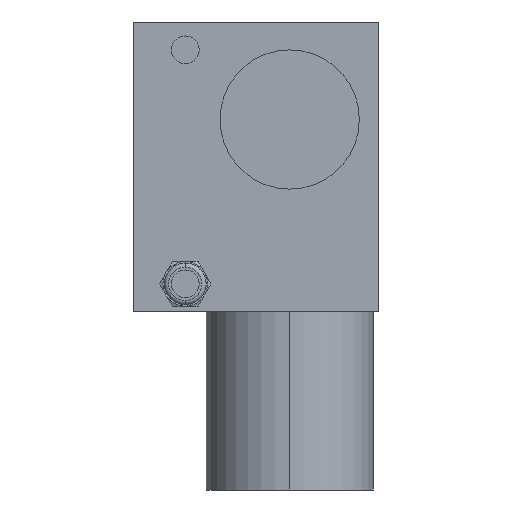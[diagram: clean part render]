
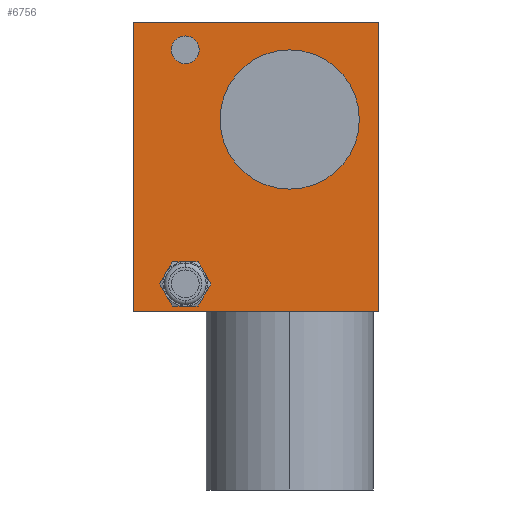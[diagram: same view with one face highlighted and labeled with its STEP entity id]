
A CAD part, left-side view. The second image highlights one B-rep face of the part: STEP entity #6756.
In plain terms, the highlighted planar face has unit normal (-1, 0, 0).
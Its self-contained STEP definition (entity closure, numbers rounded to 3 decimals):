
#1127=DIRECTION('',(0.,0.,1.));
#1128=VECTOR('',#1127,52.);
#1129=CARTESIAN_POINT('',(0.,44.,-52.));
#1130=LINE('',#1129,#1128);
#1171=DIRECTION('',(0.,-1.,0.));
#1172=VECTOR('',#1171,44.);
#1173=CARTESIAN_POINT('',(0.,44.,-52.));
#1174=LINE('',#1173,#1172);
#1175=DIRECTION('',(0.,1.,0.));
#1176=VECTOR('',#1175,44.);
#1177=CARTESIAN_POINT('',(0.,0.,0.));
#1178=LINE('',#1177,#1176);
#1179=DIRECTION('',(0.,0.,1.));
#1180=VECTOR('',#1179,52.);
#1181=CARTESIAN_POINT('',(0.,0.,-52.));
#1182=LINE('',#1181,#1180);
#1183=CARTESIAN_POINT('',(0.,15.95,-17.5));
#1184=DIRECTION('',(1.,0.,0.));
#1185=DIRECTION('',(0.,0.,-1.));
#1186=AXIS2_PLACEMENT_3D('',#1183,#1184,#1185);
#1188=CARTESIAN_POINT('',(0.,15.95,-17.5));
#1189=DIRECTION('',(1.,0.,0.));
#1190=DIRECTION('',(0.,0.,1.));
#1191=AXIS2_PLACEMENT_3D('',#1188,#1189,#1190);
#1193=CARTESIAN_POINT('',(0.,34.7,-5.));
#1194=DIRECTION('',(1.,0.,0.));
#1195=DIRECTION('',(0.,0.,-1.));
#1196=AXIS2_PLACEMENT_3D('',#1193,#1194,#1195);
#1198=CARTESIAN_POINT('',(0.,34.7,-5.));
#1199=DIRECTION('',(1.,0.,0.));
#1200=DIRECTION('',(0.,0.,1.));
#1201=AXIS2_PLACEMENT_3D('',#1198,#1199,#1200);
#1203=CARTESIAN_POINT('',(0.,34.7,-47.));
#1204=DIRECTION('',(-1.,0.,0.));
#1205=DIRECTION('',(0.,-0.866,0.5));
#1206=AXIS2_PLACEMENT_3D('',#1203,#1204,#1205);
#1208=CARTESIAN_POINT('',(0.,34.7,-47.));
#1209=DIRECTION('',(-1.,0.,0.));
#1210=DIRECTION('',(0.,0.,1.));
#1211=AXIS2_PLACEMENT_3D('',#1208,#1209,#1210);
#1213=CARTESIAN_POINT('',(0.,34.7,-47.));
#1214=DIRECTION('',(-1.,0.,0.));
#1215=DIRECTION('',(0.,0.866,0.5));
#1216=AXIS2_PLACEMENT_3D('',#1213,#1214,#1215);
#1218=CARTESIAN_POINT('',(0.,34.7,-47.));
#1219=DIRECTION('',(-1.,0.,0.));
#1220=DIRECTION('',(0.,0.866,-0.5));
#1221=AXIS2_PLACEMENT_3D('',#1218,#1219,#1220);
#1223=CARTESIAN_POINT('',(0.,34.7,-47.));
#1224=DIRECTION('',(-1.,0.,0.));
#1225=DIRECTION('',(0.,0.,-1.));
#1226=AXIS2_PLACEMENT_3D('',#1223,#1224,#1225);
#1228=CARTESIAN_POINT('',(0.,34.7,-47.));
#1229=DIRECTION('',(-1.,0.,0.));
#1230=DIRECTION('',(0.,-0.866,-0.5));
#1231=AXIS2_PLACEMENT_3D('',#1228,#1229,#1230);
#4443=CARTESIAN_POINT('',(0.,0.,-52.));
#4444=VERTEX_POINT('',#4443);
#4445=CARTESIAN_POINT('',(0.,44.,-52.));
#4446=VERTEX_POINT('',#4445);
#4475=CARTESIAN_POINT('',(0.,0.,0.));
#4476=VERTEX_POINT('',#4475);
#4477=CARTESIAN_POINT('',(0.,44.,0.));
#4478=VERTEX_POINT('',#4477);
#5077=CARTESIAN_POINT('',(0.,15.95,-30.));
#5078=CARTESIAN_POINT('',(0.,15.95,-5.));
#5079=VERTEX_POINT('',#5077);
#5080=VERTEX_POINT('',#5078);
#5081=CARTESIAN_POINT('',(0.,34.7,-7.5));
#5082=CARTESIAN_POINT('',(0.,34.7,-2.5));
#5083=VERTEX_POINT('',#5081);
#5084=VERTEX_POINT('',#5082);
#5745=CARTESIAN_POINT('',(0.,31.236,-45.));
#5746=CARTESIAN_POINT('',(0.,34.7,-43.));
#5747=VERTEX_POINT('',#5745);
#5748=VERTEX_POINT('',#5746);
#5749=CARTESIAN_POINT('',(0.,38.164,-49.));
#5750=CARTESIAN_POINT('',(0.,34.7,-51.));
#5751=VERTEX_POINT('',#5749);
#5752=VERTEX_POINT('',#5750);
#5753=CARTESIAN_POINT('',(0.,31.236,-49.));
#5754=VERTEX_POINT('',#5753);
#5755=CARTESIAN_POINT('',(0.,38.164,-45.));
#5756=VERTEX_POINT('',#5755);
#6718=CARTESIAN_POINT('',(0.,22.,-26.));
#6719=DIRECTION('',(1.,0.,0.));
#6720=DIRECTION('',(0.,-1.,0.));
#6721=AXIS2_PLACEMENT_3D('',#6718,#6719,#6720);
#6722=PLANE('',#6721);
#6723=ORIENTED_EDGE('',*,*,#6556,.F.);
#6724=ORIENTED_EDGE('',*,*,#6689,.T.);
#6725=ORIENTED_EDGE('',*,*,#5960,.F.);
#6727=ORIENTED_EDGE('',*,*,#6726,.F.);
#6728=EDGE_LOOP('',(#6723,#6724,#6725,#6727));
#6729=FACE_OUTER_BOUND('',#6728,.F.);
#6731=ORIENTED_EDGE('',*,*,#6730,.F.);
#6733=ORIENTED_EDGE('',*,*,#6732,.F.);
#6734=EDGE_LOOP('',(#6731,#6733));
#6735=FACE_BOUND('',#6734,.F.);
#6737=ORIENTED_EDGE('',*,*,#6736,.F.);
#6739=ORIENTED_EDGE('',*,*,#6738,.F.);
#6740=EDGE_LOOP('',(#6737,#6739));
#6741=FACE_BOUND('',#6740,.F.);
#6743=ORIENTED_EDGE('',*,*,#6742,.T.);
#6745=ORIENTED_EDGE('',*,*,#6744,.T.);
#6747=ORIENTED_EDGE('',*,*,#6746,.T.);
#6749=ORIENTED_EDGE('',*,*,#6748,.T.);
#6751=ORIENTED_EDGE('',*,*,#6750,.T.);
#6753=ORIENTED_EDGE('',*,*,#6752,.T.);
#6754=EDGE_LOOP('',(#6743,#6745,#6747,#6749,#6751,#6753));
#6755=FACE_BOUND('',#6754,.F.);
#6756=ADVANCED_FACE('',(#6729,#6735,#6741,#6755),#6722,.F.);
#1187=CIRCLE('',#1186,12.5);
#1192=CIRCLE('',#1191,12.5);
#1197=CIRCLE('',#1196,2.5);
#1202=CIRCLE('',#1201,2.5);
#1207=CIRCLE('',#1206,4.);
#1212=CIRCLE('',#1211,4.);
#1217=CIRCLE('',#1216,4.);
#1222=CIRCLE('',#1221,4.);
#1227=CIRCLE('',#1226,4.);
#1232=CIRCLE('',#1231,4.);
#5960=EDGE_CURVE('',#4476,#4478,#1178,.T.);
#6556=EDGE_CURVE('',#4446,#4444,#1174,.T.);
#6689=EDGE_CURVE('',#4446,#4478,#1130,.T.);
#6726=EDGE_CURVE('',#4444,#4476,#1182,.T.);
#6730=EDGE_CURVE('',#5079,#5080,#1187,.T.);
#6732=EDGE_CURVE('',#5080,#5079,#1192,.T.);
#6736=EDGE_CURVE('',#5083,#5084,#1197,.T.);
#6738=EDGE_CURVE('',#5084,#5083,#1202,.T.);
#6742=EDGE_CURVE('',#5747,#5748,#1207,.T.);
#6744=EDGE_CURVE('',#5748,#5756,#1212,.T.);
#6746=EDGE_CURVE('',#5756,#5751,#1217,.T.);
#6748=EDGE_CURVE('',#5751,#5752,#1222,.T.);
#6750=EDGE_CURVE('',#5752,#5754,#1227,.T.);
#6752=EDGE_CURVE('',#5754,#5747,#1232,.T.);
